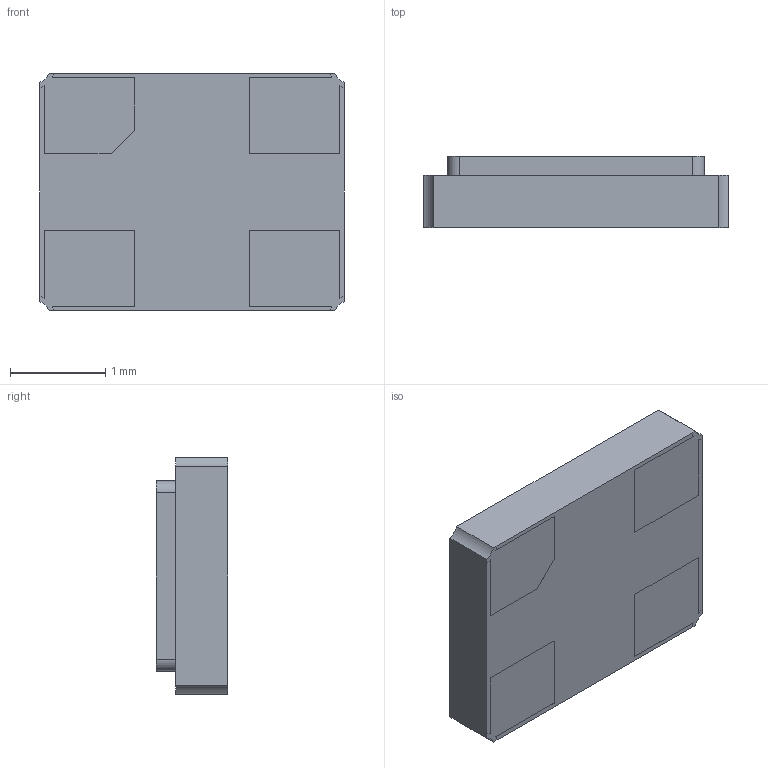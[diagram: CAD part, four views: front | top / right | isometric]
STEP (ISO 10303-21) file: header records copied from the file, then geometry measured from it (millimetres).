
FILE_DESCRIPTION (( 'STEP AP214' ), '1' );
FILE_NAME ('ABM8W.STEP', '2017-02-13T12:09:29', ( 'sathurthi' ), ( '' ), 'SwSTEP 2.0', 'SolidWorks 2014', '' );
FILE_SCHEMA (( 'AUTOMOTIVE_DESIGN' ));
Length unit declared in the file: millimetre
Products named in the file (1): ABM8W
Bounding box: 3.2 x 0.75 x 2.5 mm (x, y, z)
Volume: 5.5 mm3; surface area: 24 mm2
Topology: 1 solids, 1 shells, 149 faces, 405 edges, 270 vertices
Faces by surface type: plane 93, bspline 36, cylinder 20
Entity records: 7894 total; most frequent: CARTESIAN_POINT 2725, ORIENTED_EDGE 810, DIRECTION 601, EDGE_CURVE 405, VECTOR 293, LINE 293, VERTEX_POINT 270, EDGE_LOOP 161
